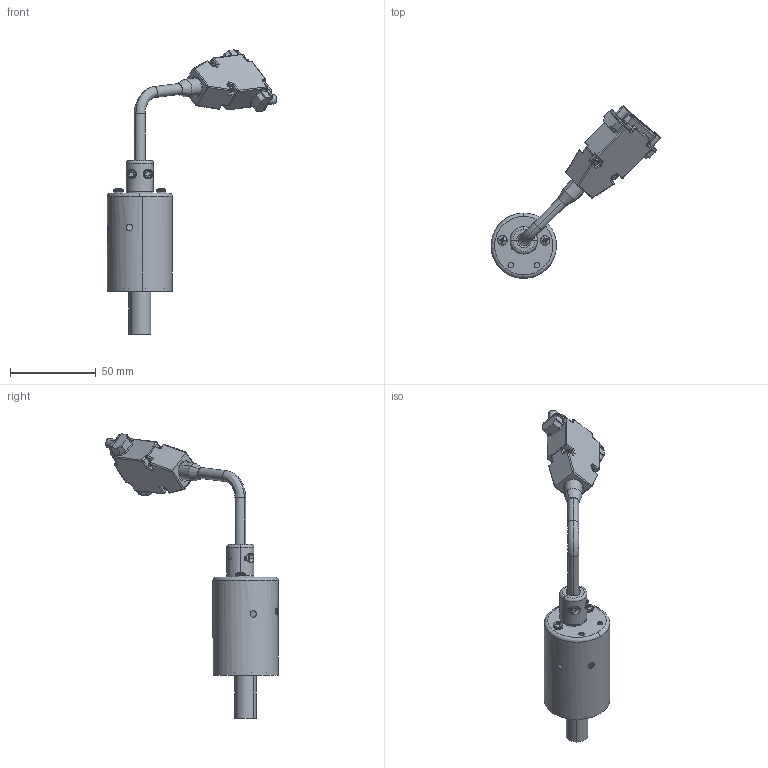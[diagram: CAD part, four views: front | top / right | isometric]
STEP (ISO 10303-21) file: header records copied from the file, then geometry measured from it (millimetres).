
FILE_DESCRIPTION (( 'STEP AP203' ), '1' );
FILE_NAME ('SO730G-4T-D7.STEP', '2022-06-23T15:19:46', ( '' ), ( '' ), 'SwSTEP 2.0', 'SolidWorks 2018', '' );
FILE_SCHEMA (( 'CONFIG_CONTROL_DESIGN' ));
Length unit declared in the file: inch
Products named in the file (1): SO730G-4T-D7
Bounding box: 99 x 100.62 x 165.91 mm (x, y, z)
Volume: 32279.9 mm3; surface area: 32997.5 mm2
Topology: 2 solids, 3 shells, 1083 faces, 2860 edges, 1824 vertices
Faces by surface type: plane 555, cylinder 425, torus 57, cone 24, sphere 14, bspline 8
Entity records: 34646 total; most frequent: CARTESIAN_POINT 7807, ORIENTED_EDGE 5700, DIRECTION 5529, EDGE_CURVE 2850, AXIS2_PLACEMENT_3D 2018, VERTEX_POINT 1824, LINE 1493, VECTOR 1493
